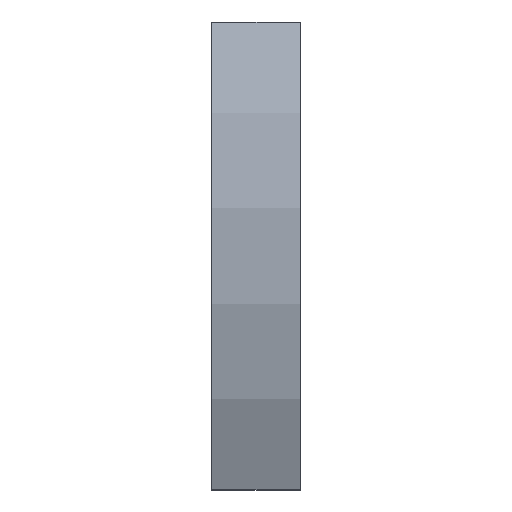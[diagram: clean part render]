
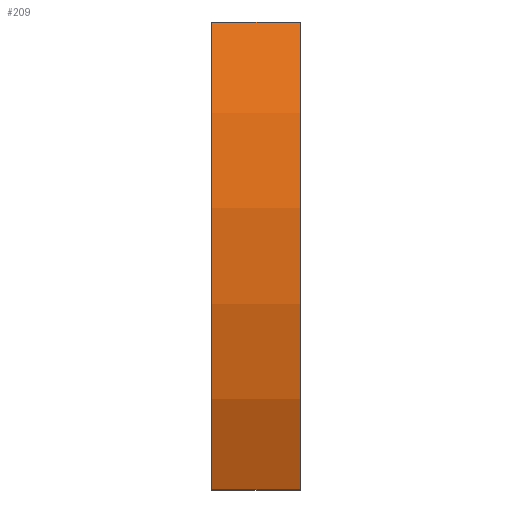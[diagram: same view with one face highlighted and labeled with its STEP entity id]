
A CAD part, left-side view. The second image highlights one B-rep face of the part: STEP entity #209.
In plain terms, the highlighted cylindrical face has radius 279.4 mm (diameter 558.8 mm), a partial arc.
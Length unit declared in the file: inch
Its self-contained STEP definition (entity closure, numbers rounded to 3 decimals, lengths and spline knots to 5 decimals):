
#2 = CIRCLE ( 'NONE', #145, 11. ) ;
#4 = DIRECTION ( 'NONE',  ( 0., 1., 0. ) ) ;
#28 = CARTESIAN_POINT ( 'NONE',  ( -9.98045, 1.75, -9.25 ) ) ;
#33 = AXIS2_PLACEMENT_3D ( 'NONE', #212, #264, #542 ) ;
#78 = EDGE_CURVE ( 'NONE', #569, #384, #215, .T. ) ;
#98 = DIRECTION ( 'NONE',  ( 0., 0., 1. ) ) ;
#113 = ORIENTED_EDGE ( 'NONE', *, *, #567, .T. ) ;
#127 = CARTESIAN_POINT ( 'NONE',  ( -9.98045, 0., 0. ) ) ;
#145 = AXIS2_PLACEMENT_3D ( 'NONE', #246, #431, #289 ) ;
#163 = LINE ( 'NONE', #594, #236 ) ;
#171 = EDGE_CURVE ( 'NONE', #384, #344, #163, .T. ) ;
#209 = ADVANCED_FACE ( 'NONE', ( #444 ), #453, .T. ) ;
#212 = CARTESIAN_POINT ( 'NONE',  ( 0., 1.75, -4.625 ) ) ;
#215 = CIRCLE ( 'NONE', #568, 11. ) ;
#223 = DIRECTION ( 'NONE',  ( 0., -1., 0. ) ) ;
#236 = VECTOR ( 'NONE', #554, 39.37008 ) ;
#246 = CARTESIAN_POINT ( 'NONE',  ( 0., 0., -4.625 ) ) ;
#264 = DIRECTION ( 'NONE',  ( 0., -1., 0. ) ) ;
#278 = CARTESIAN_POINT ( 'NONE',  ( -9.98045, 0., -9.25 ) ) ;
#279 = CARTESIAN_POINT ( 'NONE',  ( -9.98045, 1.75, 0. ) ) ;
#289 = DIRECTION ( 'NONE',  ( 0., 0., 1. ) ) ;
#341 = ORIENTED_EDGE ( 'NONE', *, *, #415, .T. ) ;
#344 = VERTEX_POINT ( 'NONE', #127 ) ;
#384 = VERTEX_POINT ( 'NONE', #279 ) ;
#401 = EDGE_LOOP ( 'NONE', ( #341, #452, #404, #113 ) ) ;
#404 = ORIENTED_EDGE ( 'NONE', *, *, #78, .F. ) ;
#415 = EDGE_CURVE ( 'NONE', #611, #344, #2, .T. ) ;
#431 = DIRECTION ( 'NONE',  ( 0., 1., 0. ) ) ;
#440 = VECTOR ( 'NONE', #223, 39.37008 ) ;
#444 = FACE_OUTER_BOUND ( 'NONE', #401, .T. ) ;
#452 = ORIENTED_EDGE ( 'NONE', *, *, #171, .F. ) ;
#453 = CYLINDRICAL_SURFACE ( 'NONE', #33, 11. ) ;
#467 = LINE ( 'NONE', #28, #440 ) ;
#511 = CARTESIAN_POINT ( 'NONE',  ( -9.98045, 1.75, -9.25 ) ) ;
#537 = CARTESIAN_POINT ( 'NONE',  ( 0., 1.75, -4.625 ) ) ;
#542 = DIRECTION ( 'NONE',  ( 0., 0., -1. ) ) ;
#554 = DIRECTION ( 'NONE',  ( 0., -1., 0. ) ) ;
#567 = EDGE_CURVE ( 'NONE', #569, #611, #467, .T. ) ;
#568 = AXIS2_PLACEMENT_3D ( 'NONE', #537, #4, #98 ) ;
#569 = VERTEX_POINT ( 'NONE', #511 ) ;
#594 = CARTESIAN_POINT ( 'NONE',  ( -9.98045, 1.75, 0. ) ) ;
#611 = VERTEX_POINT ( 'NONE', #278 ) ;
